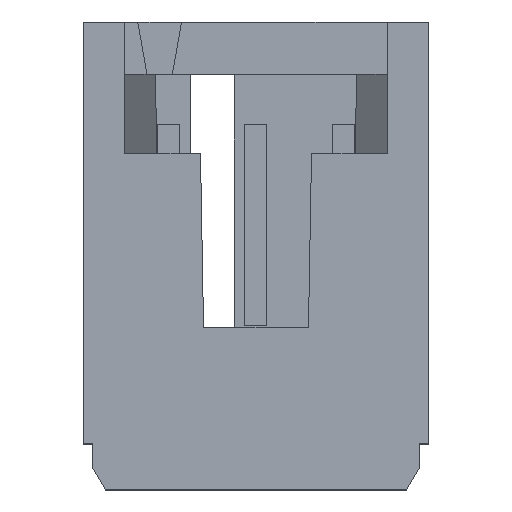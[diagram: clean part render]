
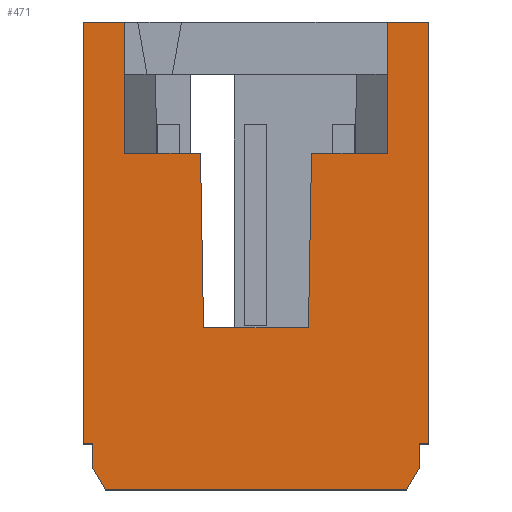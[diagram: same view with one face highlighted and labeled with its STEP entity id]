
A CAD part, top view. The second image highlights one B-rep face of the part: STEP entity #471.
In plain terms, the highlighted planar face has unit normal (0, 0, 1).
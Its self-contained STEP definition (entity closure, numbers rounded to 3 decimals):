
#64 = VERTEX_POINT('',#65);
#65 = CARTESIAN_POINT('',(7.555,0.315,5.47));
#71 = EDGE_CURVE('',#72,#64,#74,.T.);
#72 = VERTEX_POINT('',#73);
#73 = CARTESIAN_POINT('',(7.555,12.57,5.47));
#74 = LINE('',#75,#76);
#75 = CARTESIAN_POINT('',(7.555,12.57,5.47));
#76 = VECTOR('',#77,1.);
#77 = DIRECTION('',(0.,-1.,0.));
#166 = EDGE_CURVE('',#72,#167,#169,.T.);
#167 = VERTEX_POINT('',#168);
#168 = CARTESIAN_POINT('',(6.355,12.57,5.47));
#169 = LINE('',#170,#171);
#170 = CARTESIAN_POINT('',(7.555,12.57,5.47));
#171 = VECTOR('',#172,1.);
#172 = DIRECTION('',(-1.,0.,0.));
#223 = VERTEX_POINT('',#224);
#224 = CARTESIAN_POINT('',(-1.275,12.57,5.47));
#230 = EDGE_CURVE('',#231,#223,#233,.T.);
#231 = VERTEX_POINT('',#232);
#232 = CARTESIAN_POINT('',(-2.475,12.57,5.47));
#233 = LINE('',#234,#235);
#234 = CARTESIAN_POINT('',(-2.475,12.57,5.47));
#235 = VECTOR('',#236,1.);
#236 = DIRECTION('',(1.,0.,0.));
#471 = ADVANCED_FACE('',(#472),#627,.T.);
#472 = FACE_BOUND('',#473,.F.);
#473 = EDGE_LOOP('',(#474,#484,#493,#501,#509,#515,#516,#524,#532,#540,
    #548,#556,#564,#572,#580,#586,#587,#588,#596,#604,#613,#621));
#474 = ORIENTED_EDGE('',*,*,#475,.T.);
#475 = EDGE_CURVE('',#476,#478,#480,.T.);
#476 = VERTEX_POINT('',#477);
#477 = CARTESIAN_POINT('',(-1.836,-1.02,5.47));
#478 = VERTEX_POINT('',#479);
#479 = CARTESIAN_POINT('',(-2.197,-0.395,5.47));
#480 = LINE('',#481,#482);
#481 = CARTESIAN_POINT('',(-1.836,-1.02,5.47));
#482 = VECTOR('',#483,1.);
#483 = DIRECTION('',(-0.5,0.866,0.));
#484 = ORIENTED_EDGE('',*,*,#485,.F.);
#485 = EDGE_CURVE('',#486,#478,#488,.T.);
#486 = VERTEX_POINT('',#487);
#487 = CARTESIAN_POINT('',(-2.2,-0.385,5.47));
#488 = CIRCLE('',#489,0.02);
#489 = AXIS2_PLACEMENT_3D('',#490,#491,#492);
#490 = CARTESIAN_POINT('',(-2.18,-0.385,5.47));
#491 = DIRECTION('',(0.,0.,1.));
#492 = DIRECTION('',(-1.,0.,0.));
#493 = ORIENTED_EDGE('',*,*,#494,.T.);
#494 = EDGE_CURVE('',#486,#495,#497,.T.);
#495 = VERTEX_POINT('',#496);
#496 = CARTESIAN_POINT('',(-2.2,0.315,5.47));
#497 = LINE('',#498,#499);
#498 = CARTESIAN_POINT('',(-2.2,-0.385,5.47));
#499 = VECTOR('',#500,1.);
#500 = DIRECTION('',(0.,1.,0.));
#501 = ORIENTED_EDGE('',*,*,#502,.F.);
#502 = EDGE_CURVE('',#503,#495,#505,.T.);
#503 = VERTEX_POINT('',#504);
#504 = CARTESIAN_POINT('',(-2.475,0.315,5.47));
#505 = LINE('',#506,#507);
#506 = CARTESIAN_POINT('',(-2.475,0.315,5.47));
#507 = VECTOR('',#508,1.);
#508 = DIRECTION('',(1.,0.,0.));
#509 = ORIENTED_EDGE('',*,*,#510,.T.);
#510 = EDGE_CURVE('',#503,#231,#511,.T.);
#511 = LINE('',#512,#513);
#512 = CARTESIAN_POINT('',(-2.475,0.315,5.47));
#513 = VECTOR('',#514,1.);
#514 = DIRECTION('',(0.,1.,0.));
#515 = ORIENTED_EDGE('',*,*,#230,.T.);
#516 = ORIENTED_EDGE('',*,*,#517,.T.);
#517 = EDGE_CURVE('',#223,#518,#520,.T.);
#518 = VERTEX_POINT('',#519);
#519 = CARTESIAN_POINT('',(-1.275,8.76,5.47));
#520 = LINE('',#521,#522);
#521 = CARTESIAN_POINT('',(-1.275,12.57,5.47));
#522 = VECTOR('',#523,1.);
#523 = DIRECTION('',(0.,-1.,0.));
#524 = ORIENTED_EDGE('',*,*,#525,.F.);
#525 = EDGE_CURVE('',#526,#518,#528,.T.);
#526 = VERTEX_POINT('',#527);
#527 = CARTESIAN_POINT('',(-0.344,8.76,5.47));
#528 = LINE('',#529,#530);
#529 = CARTESIAN_POINT('',(-0.344,8.76,5.47));
#530 = VECTOR('',#531,1.);
#531 = DIRECTION('',(-1.,0.,0.));
#532 = ORIENTED_EDGE('',*,*,#533,.F.);
#533 = EDGE_CURVE('',#534,#526,#536,.T.);
#534 = VERTEX_POINT('',#535);
#535 = CARTESIAN_POINT('',(0.926,8.76,5.47));
#536 = LINE('',#537,#538);
#537 = CARTESIAN_POINT('',(0.926,8.76,5.47));
#538 = VECTOR('',#539,1.);
#539 = DIRECTION('',(-1.,0.,0.));
#540 = ORIENTED_EDGE('',*,*,#541,.T.);
#541 = EDGE_CURVE('',#534,#542,#544,.T.);
#542 = VERTEX_POINT('',#543);
#543 = CARTESIAN_POINT('',(1.015,3.68,5.47));
#544 = LINE('',#545,#546);
#545 = CARTESIAN_POINT('',(0.926,8.76,5.47));
#546 = VECTOR('',#547,1.);
#547 = DIRECTION('',(0.017,-1.,
    0.));
#548 = ORIENTED_EDGE('',*,*,#549,.T.);
#549 = EDGE_CURVE('',#542,#550,#552,.T.);
#550 = VERTEX_POINT('',#551);
#551 = CARTESIAN_POINT('',(4.065,3.68,5.47));
#552 = LINE('',#553,#554);
#553 = CARTESIAN_POINT('',(1.015,3.68,5.47));
#554 = VECTOR('',#555,1.);
#555 = DIRECTION('',(1.,0.,0.));
#556 = ORIENTED_EDGE('',*,*,#557,.F.);
#557 = EDGE_CURVE('',#558,#550,#560,.T.);
#558 = VERTEX_POINT('',#559);
#559 = CARTESIAN_POINT('',(4.154,8.76,5.47));
#560 = LINE('',#561,#562);
#561 = CARTESIAN_POINT('',(4.154,8.76,5.47));
#562 = VECTOR('',#563,1.);
#563 = DIRECTION('',(-0.017,-1.,
    0.));
#564 = ORIENTED_EDGE('',*,*,#565,.F.);
#565 = EDGE_CURVE('',#566,#558,#568,.T.);
#566 = VERTEX_POINT('',#567);
#567 = CARTESIAN_POINT('',(5.424,8.76,5.47));
#568 = LINE('',#569,#570);
#569 = CARTESIAN_POINT('',(5.424,8.76,5.47));
#570 = VECTOR('',#571,1.);
#571 = DIRECTION('',(-1.,0.,0.));
#572 = ORIENTED_EDGE('',*,*,#573,.F.);
#573 = EDGE_CURVE('',#574,#566,#576,.T.);
#574 = VERTEX_POINT('',#575);
#575 = CARTESIAN_POINT('',(6.355,8.76,5.47));
#576 = LINE('',#577,#578);
#577 = CARTESIAN_POINT('',(6.355,8.76,5.47));
#578 = VECTOR('',#579,1.);
#579 = DIRECTION('',(-1.,0.,0.));
#580 = ORIENTED_EDGE('',*,*,#581,.F.);
#581 = EDGE_CURVE('',#167,#574,#582,.T.);
#582 = LINE('',#583,#584);
#583 = CARTESIAN_POINT('',(6.355,12.57,5.47));
#584 = VECTOR('',#585,1.);
#585 = DIRECTION('',(0.,-1.,0.));
#586 = ORIENTED_EDGE('',*,*,#166,.F.);
#587 = ORIENTED_EDGE('',*,*,#71,.T.);
#588 = ORIENTED_EDGE('',*,*,#589,.T.);
#589 = EDGE_CURVE('',#64,#590,#592,.T.);
#590 = VERTEX_POINT('',#591);
#591 = CARTESIAN_POINT('',(7.28,0.315,5.47));
#592 = LINE('',#593,#594);
#593 = CARTESIAN_POINT('',(7.555,0.315,5.47));
#594 = VECTOR('',#595,1.);
#595 = DIRECTION('',(-1.,0.,0.));
#596 = ORIENTED_EDGE('',*,*,#597,.T.);
#597 = EDGE_CURVE('',#590,#598,#600,.T.);
#598 = VERTEX_POINT('',#599);
#599 = CARTESIAN_POINT('',(7.28,-0.385,5.47));
#600 = LINE('',#601,#602);
#601 = CARTESIAN_POINT('',(7.28,0.315,5.47));
#602 = VECTOR('',#603,1.);
#603 = DIRECTION('',(0.,-1.,0.));
#604 = ORIENTED_EDGE('',*,*,#605,.F.);
#605 = EDGE_CURVE('',#606,#598,#608,.T.);
#606 = VERTEX_POINT('',#607);
#607 = CARTESIAN_POINT('',(7.277,-0.395,5.47));
#608 = CIRCLE('',#609,0.02);
#609 = AXIS2_PLACEMENT_3D('',#610,#611,#612);
#610 = CARTESIAN_POINT('',(7.26,-0.385,5.47));
#611 = DIRECTION('',(0.,0.,1.));
#612 = DIRECTION('',(0.866,-0.5,0.));
#613 = ORIENTED_EDGE('',*,*,#614,.T.);
#614 = EDGE_CURVE('',#606,#615,#617,.T.);
#615 = VERTEX_POINT('',#616);
#616 = CARTESIAN_POINT('',(6.916,-1.02,5.47));
#617 = LINE('',#618,#619);
#618 = CARTESIAN_POINT('',(7.277,-0.395,5.47));
#619 = VECTOR('',#620,1.);
#620 = DIRECTION('',(-0.5,-0.866,0.));
#621 = ORIENTED_EDGE('',*,*,#622,.T.);
#622 = EDGE_CURVE('',#615,#476,#623,.T.);
#623 = LINE('',#624,#625);
#624 = CARTESIAN_POINT('',(6.916,-1.02,5.47));
#625 = VECTOR('',#626,1.);
#626 = DIRECTION('',(-1.,0.,0.));
#627 = PLANE('',#628);
#628 = AXIS2_PLACEMENT_3D('',#629,#630,#631);
#629 = CARTESIAN_POINT('',(7.555,-1.02,5.47));
#630 = DIRECTION('',(0.,0.,1.));
#631 = DIRECTION('',(0.,1.,0.));
